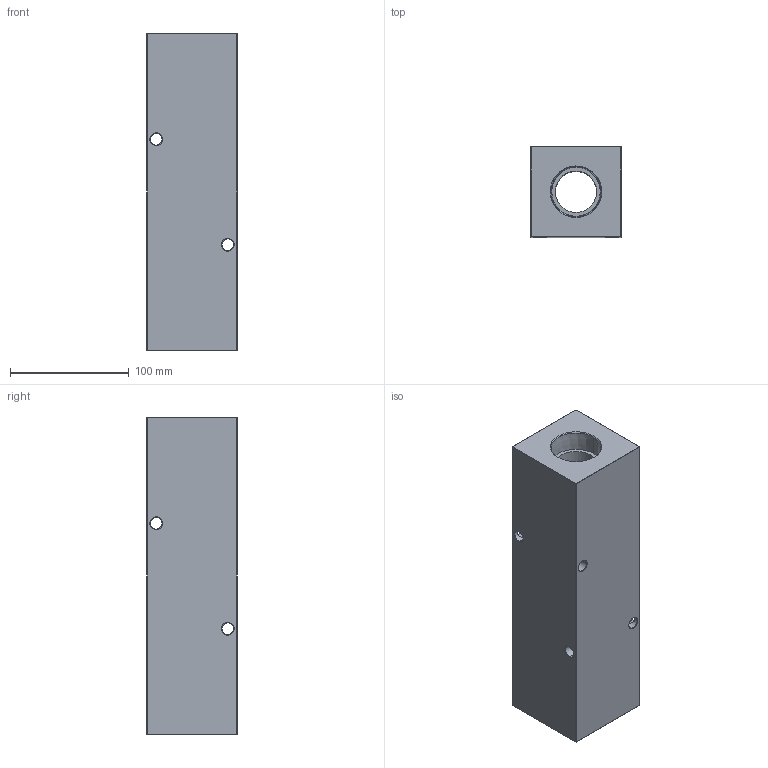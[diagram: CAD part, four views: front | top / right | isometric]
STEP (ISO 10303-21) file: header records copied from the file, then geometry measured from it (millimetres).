
FILE_DESCRIPTION (( 'STEP AP214' ), '1' );
FILE_NAME ('HM-3-0-P-20-16.STEP', '2020-02-28T20:53:55', ( '' ), ( '' ), 'SwSTEP 2.0', 'SolidWorks 2019', '' );
FILE_SCHEMA (( 'AUTOMOTIVE_DESIGN' ));
Length unit declared in the file: inch
Products named in the file (1): HM-3-0-P-20-16
Bounding box: 76.2 x 76.2 x 266.7 mm (x, y, z)
Volume: 1202936 mm3; surface area: 131546.2 mm2
Topology: 1 solids, 1 shells, 493 faces, 1283 edges, 836 vertices
Faces by surface type: plane 242, bspline 197, cone 30, cylinder 24
Entity records: 31210 total; most frequent: CARTESIAN_POINT 14270, ORIENTED_EDGE 2566, DIRECTION 1531, EDGE_CURVE 1283, VERTEX_POINT 836, VECTOR 797, LINE 797, EDGE_LOOP 557
